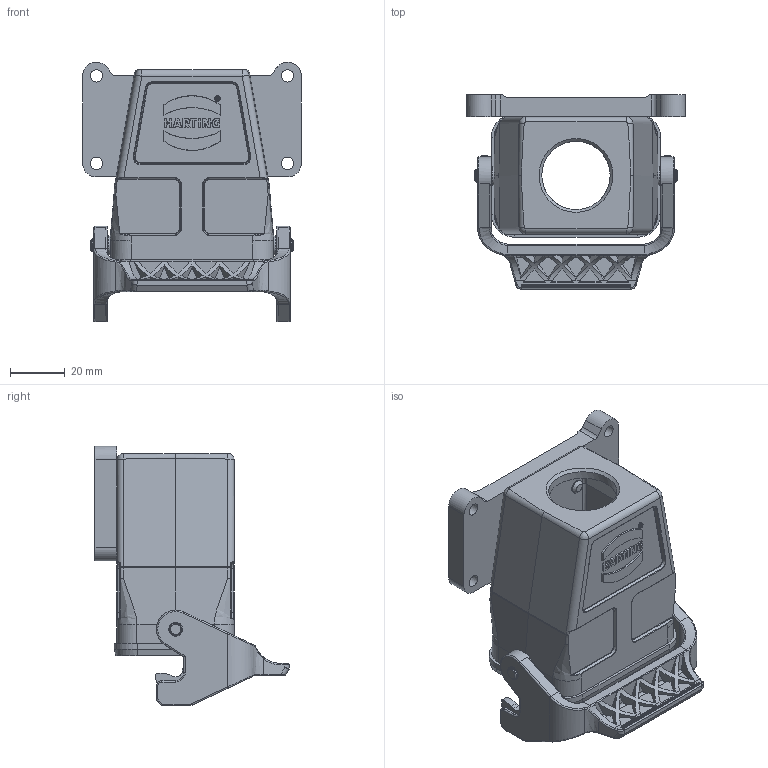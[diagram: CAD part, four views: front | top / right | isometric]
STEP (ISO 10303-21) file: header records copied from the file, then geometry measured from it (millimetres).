
FILE_DESCRIPTION(/* description */ (''),/* implementation_level */ '2;1');
FILE_NAME(/* name */ '100095628ugm000_c.stp',/* time_stamp */ '2018-03-06T12:39:12+01:00',/* author */ (''),/* organization */ (''),/* preprocessor_version */ 'ST-DEVELOPER v16',/* originating_system */ 'SIEMENS PLM Software NX 10.0',/* authorisation */ '');
FILE_SCHEMA (('AUTOMOTIVE_DESIGN { 1 0 10303 214 3 1 1 1 }'));
Length unit declared in the file: millimetre
Products named in the file (1): 100095628ugm000_c
Bounding box: 80 x 71 x 95 mm (x, y, z)
Volume: 77962.8 mm3; surface area: 46785.6 mm2
Topology: 2 solids, 3 shells, 926 faces, 2388 edges, 1466 vertices
Faces by surface type: plane 386, cylinder 265, bspline 174, torus 48, cone 47, sphere 6
Full cylindrical faces by diameter (mm): 3 x4, 4 x2, 4.5 x4, 4.8 x2, 5 x6, 5.1 x2, 7 x2, 8 x3, 9 x3, 25 x1
Entity records: 37051 total; most frequent: CARTESIAN_POINT 12063, ORIENTED_EDGE 4410, DIRECTION 4088, EDGE_CURVE 2205, AXIS2_PLACEMENT_3D 1486, VERTEX_POINT 1383, LINE 1116, VECTOR 1116
